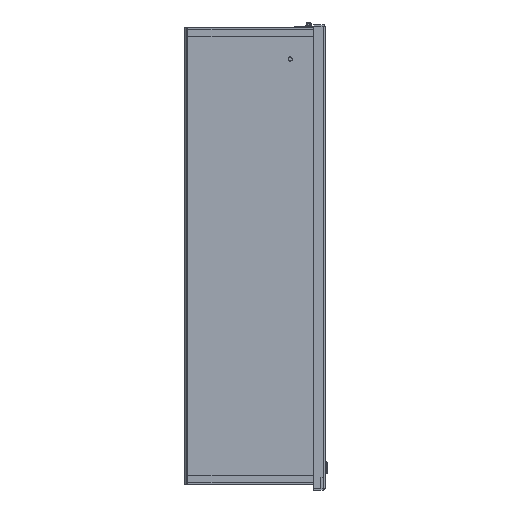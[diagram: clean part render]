
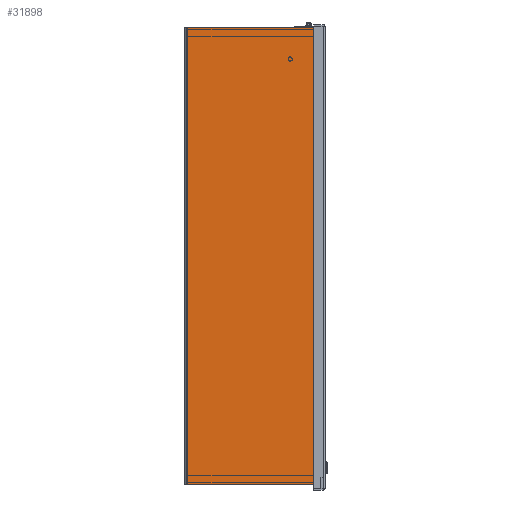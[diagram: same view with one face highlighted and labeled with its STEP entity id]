
A CAD part, front view. The second image highlights one B-rep face of the part: STEP entity #31898.
In plain terms, the highlighted face is planar.
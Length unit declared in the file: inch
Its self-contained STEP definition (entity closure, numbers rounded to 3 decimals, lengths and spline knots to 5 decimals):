
#1008 = DIRECTION ( 'NONE',  ( -1., 0., 0. ) ) ;
#1268 = CARTESIAN_POINT ( 'NONE',  ( -15., -8.857, -18. ) ) ;
#1379 = ORIENTED_EDGE ( 'NONE', *, *, #13151, .T. ) ;
#1676 = VECTOR ( 'NONE', #10830, 39.37008 ) ;
#1765 = CARTESIAN_POINT ( 'NONE',  ( 15., -8.857, -18. ) ) ;
#2534 = ORIENTED_EDGE ( 'NONE', *, *, #9540, .T. ) ;
#2624 = LINE ( 'NONE', #14319, #1676 ) ;
#3011 = VERTEX_POINT ( 'NONE', #12361 ) ;
#3415 = VECTOR ( 'NONE', #29717, 39.37008 ) ;
#4362 = LINE ( 'NONE', #14573, #3415 ) ;
#6037 = PLANE ( 'NONE',  #38664 ) ;
#6428 = DIRECTION ( 'NONE',  ( 0., 1., 0. ) ) ;
#7156 = VERTEX_POINT ( 'NONE', #31542 ) ;
#9214 = DIRECTION ( 'NONE',  ( 0., 0., -1. ) ) ;
#9347 = CARTESIAN_POINT ( 'NONE',  ( -15., -0.0855, -18. ) ) ;
#9540 = EDGE_CURVE ( 'NONE', #26191, #25828, #23744, .T. ) ;
#10830 = DIRECTION ( 'NONE',  ( -1., 0., 0. ) ) ;
#11344 = VECTOR ( 'NONE', #28249, 39.37008 ) ;
#12284 = ORIENTED_EDGE ( 'NONE', *, *, #38788, .T. ) ;
#12361 = CARTESIAN_POINT ( 'NONE',  ( -15., -0.143, -18. ) ) ;
#13151 = EDGE_CURVE ( 'NONE', #25828, #7156, #38751, .T. ) ;
#13484 = CARTESIAN_POINT ( 'NONE',  ( 15., -0.095, -18. ) ) ;
#14319 = CARTESIAN_POINT ( 'NONE',  ( 15., -0.143, -18. ) ) ;
#14573 = CARTESIAN_POINT ( 'NONE',  ( -15., -0.095, -18. ) ) ;
#15717 = CARTESIAN_POINT ( 'NONE',  ( 15., -0.143, -18. ) ) ;
#19423 = ORIENTED_EDGE ( 'NONE', *, *, #31604, .F. ) ;
#20613 = EDGE_LOOP ( 'NONE', ( #12284, #19423, #2534, #1379 ) ) ;
#22112 = VECTOR ( 'NONE', #1008, 39.37008 ) ;
#23744 = LINE ( 'NONE', #13484, #11344 ) ;
#25828 = VERTEX_POINT ( 'NONE', #1765 ) ;
#26191 = VERTEX_POINT ( 'NONE', #15717 ) ;
#28249 = DIRECTION ( 'NONE',  ( 0., -1., 0. ) ) ;
#29194 = FACE_OUTER_BOUND ( 'NONE', #20613, .T. ) ;
#29717 = DIRECTION ( 'NONE',  ( 0., 1., 0. ) ) ;
#31542 = CARTESIAN_POINT ( 'NONE',  ( -15., -8.857, -18. ) ) ;
#31604 = EDGE_CURVE ( 'NONE', #26191, #3011, #2624, .T. ) ;
#31898 = ADVANCED_FACE ( 'NONE', ( #29194 ), #6037, .T. ) ;
#38664 = AXIS2_PLACEMENT_3D ( 'NONE', #9347, #9214, #6428 ) ;
#38751 = LINE ( 'NONE', #1268, #22112 ) ;
#38788 = EDGE_CURVE ( 'NONE', #7156, #3011, #4362, .T. ) ;
